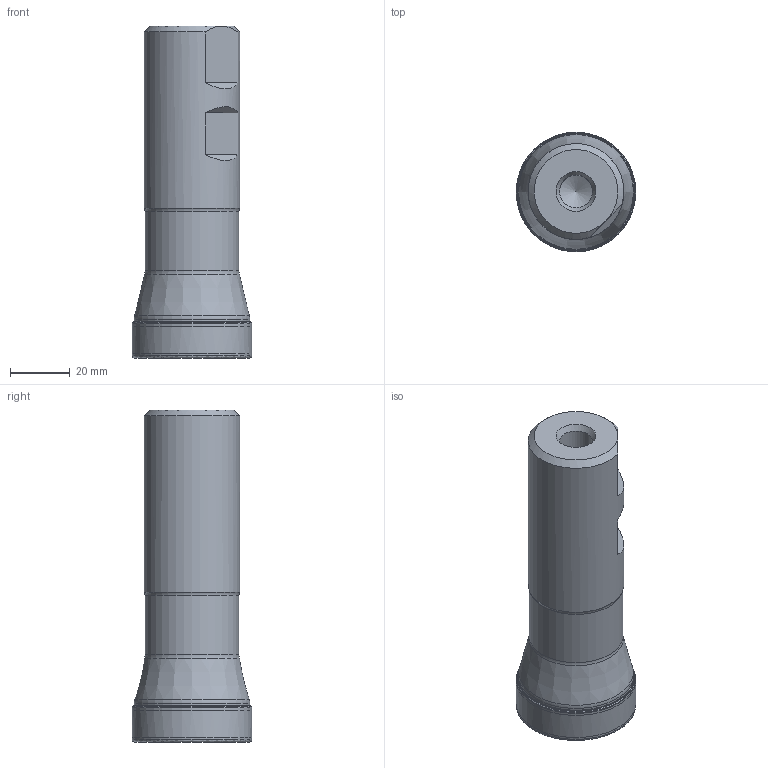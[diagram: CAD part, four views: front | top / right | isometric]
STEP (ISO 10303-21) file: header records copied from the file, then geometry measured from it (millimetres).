
FILE_DESCRIPTION(/* description */ (''),/* implementation_level */ '2;1');
FILE_NAME(/* name */ '40A4R050B32_SLN12_C_115009821ndi000_00_SIM.stp',/* time_stamp */ '2019-12-10T11:24:07+01:00',/* author */ (''),/* organization */ (''),/* preprocessor_version */ 'ST-DEVELOPER v16.7',/* originating_system */ 'SIEMENS PLM Software NX 12.0',/* authorisation */ '');
FILE_SCHEMA (('AUTOMOTIVE_DESIGN { 1 0 10303 214 3 1 1 1 }'));
Length unit declared in the file: millimetre
Products named in the file (1): wq7058CC8F28ainb
Bounding box: 39.95 x 39.95 x 111 mm (x, y, z)
Volume: 98332.3 mm3; surface area: 19213.6 mm2
Topology: 2 solids, 2 shells, 57 faces, 125 edges, 71 vertices
Faces by surface type: revolution 36, plane 7, cone 5, torus 5, cylinder 4
Full cylindrical faces by diameter (mm): 11 x1, 31.4 x1, 32 x1, 38.558 x1
Entity records: 1542 total; most frequent: CARTESIAN_POINT 517, DIRECTION 187, ORIENTED_EDGE 126, EDGE_LOOP 107, FACE_BOUND 103, AXIS2_PLACEMENT_3D 72, EDGE_CURVE 63, VERTEX_POINT 60
